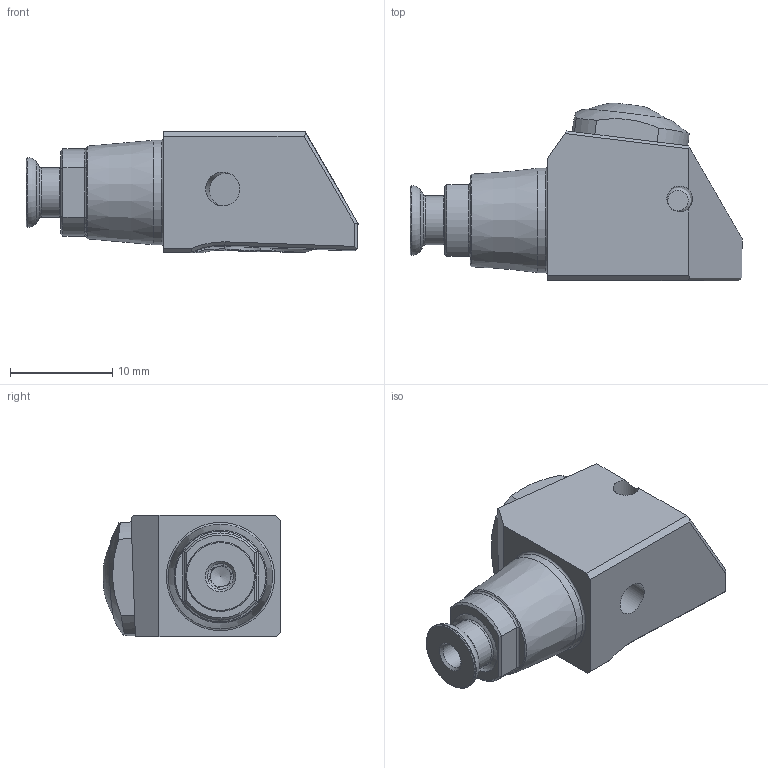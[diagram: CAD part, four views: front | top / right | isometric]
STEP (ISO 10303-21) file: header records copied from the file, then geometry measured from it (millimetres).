
FILE_DESCRIPTION (( 'STEP AP214' ), '1' );
FILE_NAME ('LW3.KFW.R01.022.STEP', '2021-04-27T15:25:14', ( '' ), ( '' ), 'SwSTEP 2.0', 'SolidWorks 2017', '' );
FILE_SCHEMA (( 'AUTOMOTIVE_DESIGN' ));
Length unit declared in the file: millimetre
Products named in the file (6): NAL 215R; LW3.KFW.R01.022; LW3-U00.ER1.000_A; M3x7 IP; M4x14 HIP; LW3-KFW.R01.022_A
Assembly tree (5 placements, depth 2):
  LW3.KFW.R01.022
    LW3-KFW.R01.022_A
    LW3-U00.ER1.000_A
    M3x7 IP
    M4x14 HIP
    NAL 215R
Bounding box: 32.4 x 17.36 x 11.9 mm (x, y, z)
Volume: 3134.5 mm3; surface area: 2811 mm2
Topology: 5 solids, 5 shells, 180 faces, 464 edges, 297 vertices
Faces by surface type: plane 69, cylinder 51, cone 26, bspline 24, torus 9, sphere 1
Full cylindrical faces by diameter (mm): 2 x2, 2.5 x2, 3 x1, 3.196 x1, 3.3 x1, 4 x2, 4.2 x1, 4.8 x1, 5 x2, 5.5 x1, 6 x2, 6.8 x1, 8 x1, 10.175 x1
Entity records: 6558 total; most frequent: CARTESIAN_POINT 2409, ORIENTED_EDGE 784, DIRECTION 729, EDGE_CURVE 392, AXIS2_PLACEMENT_3D 290, VERTEX_POINT 279, EDGE_LOOP 247, FACE_OUTER_BOUND 209
